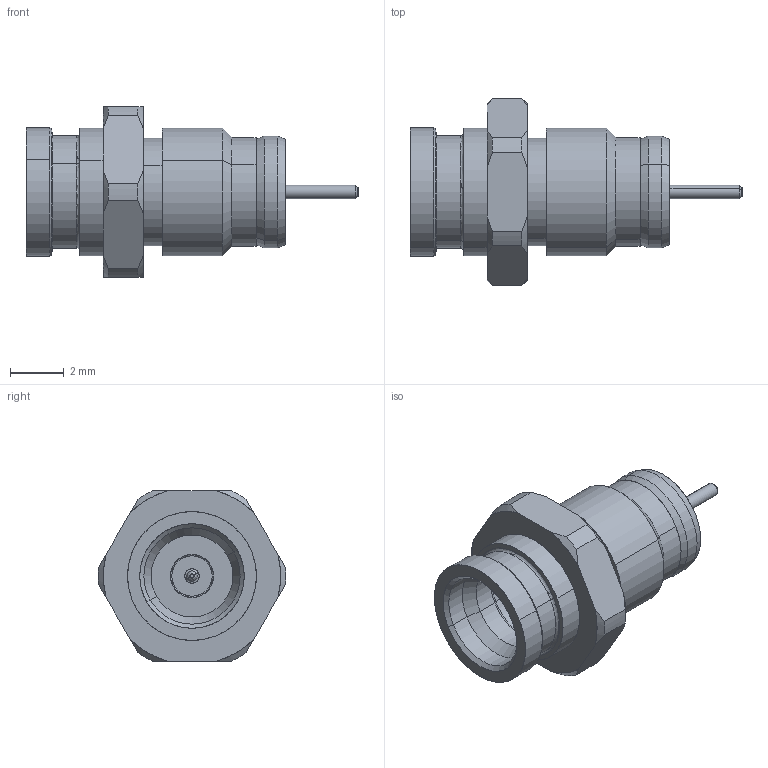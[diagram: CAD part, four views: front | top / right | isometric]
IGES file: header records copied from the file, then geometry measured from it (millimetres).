
Start section: SolidWorks IGES file using analytic representation for surfaces
Global section: file name: R222.L10.040.IGS; native system: SolidWorks 2014; preprocessor: SolidWorks 2014; author: leleu_p; date: 160209.110148; units: millimetre
Bounding box: 12.37 x 7 x 6.35 mm (x, y, z)
Surface area: 304.7 mm2 (no closed solid volume)
Topology: 0 solids, 0 shells, 103 faces, 1116 edges, 1116 vertices
Faces by surface type: revolution 74, bspline 29
